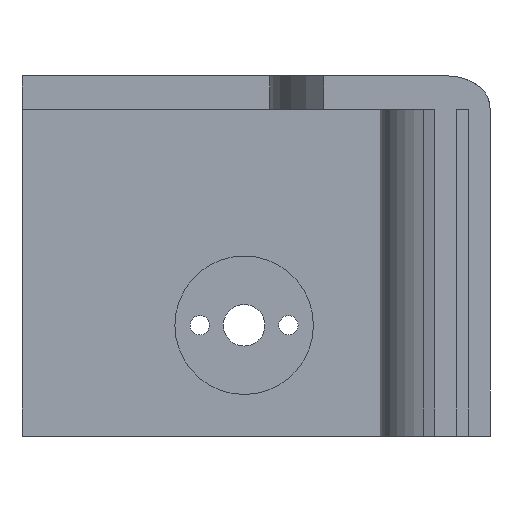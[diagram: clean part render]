
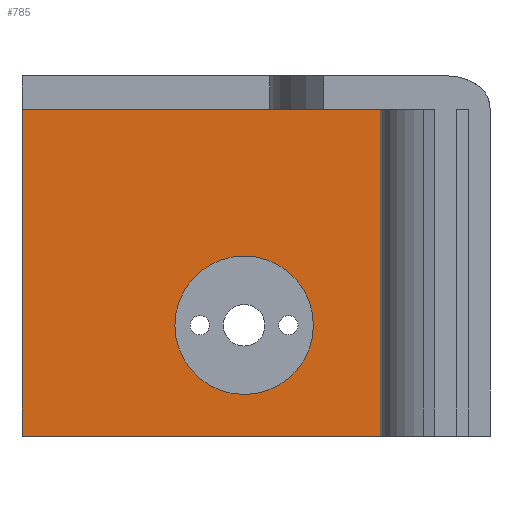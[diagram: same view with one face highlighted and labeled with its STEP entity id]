
A CAD part, left-side view. The second image highlights one B-rep face of the part: STEP entity #785.
In plain terms, the highlighted planar face has unit normal (-1, 0, 0).
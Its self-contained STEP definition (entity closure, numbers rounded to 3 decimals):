
#47=FACE_BOUND('',#136,.T.);
#86=FACE_OUTER_BOUND('',#135,.T.);
#135=EDGE_LOOP('',(#701,#702,#703,#704));
#136=EDGE_LOOP('',(#705));
#168=CIRCLE('',#867,12.5);
#193=LINE('',#1162,#268);
#217=LINE('',#1230,#292);
#231=LINE('',#1267,#306);
#243=LINE('',#1339,#318);
#268=VECTOR('',#929,10.);
#292=VECTOR('',#981,10.);
#306=VECTOR('',#1017,10.);
#318=VECTOR('',#1071,10.);
#349=VERTEX_POINT('',#1159);
#350=VERTEX_POINT('',#1161);
#372=VERTEX_POINT('',#1228);
#384=VERTEX_POINT('',#1265);
#391=VERTEX_POINT('',#1341);
#425=EDGE_CURVE('',#350,#349,#193,.T.);
#457=EDGE_CURVE('',#349,#372,#217,.T.);
#477=EDGE_CURVE('',#384,#372,#231,.T.);
#496=EDGE_CURVE('',#384,#350,#243,.T.);
#497=EDGE_CURVE('',#391,#391,#168,.T.);
#701=ORIENTED_EDGE('',*,*,#457,.T.);
#702=ORIENTED_EDGE('',*,*,#477,.F.);
#703=ORIENTED_EDGE('',*,*,#496,.T.);
#704=ORIENTED_EDGE('',*,*,#425,.T.);
#705=ORIENTED_EDGE('',*,*,#497,.T.);
#748=PLANE('',#866);
#785=ADVANCED_FACE('',(#86,#47),#748,.T.);
#866=AXIS2_PLACEMENT_3D('',#1340,#1072,#1073);
#867=AXIS2_PLACEMENT_3D('',#1342,#1074,#1075);
#929=DIRECTION('',(0.,1.,0.));
#981=DIRECTION('',(0.,0.,-1.));
#1017=DIRECTION('',(0.,1.,0.));
#1071=DIRECTION('',(0.,0.,1.));
#1072=DIRECTION('center_axis',(-1.,0.,0.));
#1073=DIRECTION('ref_axis',(0.,-1.,0.));
#1074=DIRECTION('center_axis',(1.,0.,0.));
#1075=DIRECTION('ref_axis',(0.,-1.,0.));
#1159=CARTESIAN_POINT('',(60.,-55.536,69.));
#1161=CARTESIAN_POINT('',(60.,-120.879,69.));
#1162=CARTESIAN_POINT('',(60.,-45.624,69.));
#1228=CARTESIAN_POINT('',(60.,-55.536,10.));
#1230=CARTESIAN_POINT('',(60.,-55.536,10.));
#1265=CARTESIAN_POINT('',(60.,-120.879,10.));
#1267=CARTESIAN_POINT('',(60.,-22.812,10.));
#1339=CARTESIAN_POINT('',(60.,-120.879,60.));
#1340=CARTESIAN_POINT('Origin',(60.,-45.624,10.));
#1341=CARTESIAN_POINT('',(60.,-83.124,30.));
#1342=CARTESIAN_POINT('Origin',(60.,-95.624,30.));
